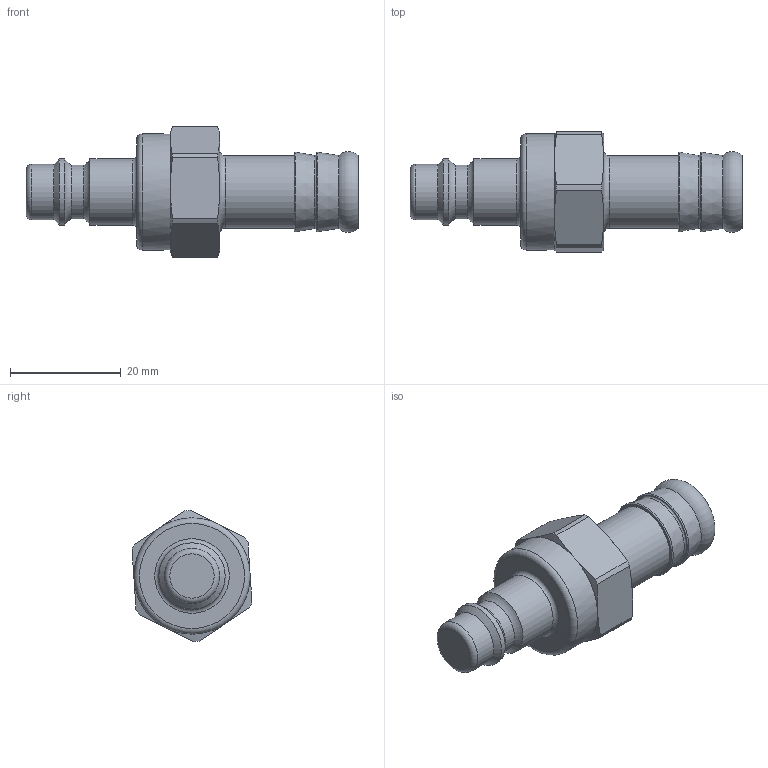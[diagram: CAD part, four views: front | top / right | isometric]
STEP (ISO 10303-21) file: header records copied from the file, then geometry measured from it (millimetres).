
FILE_DESCRIPTION((''),'2;1');
FILE_NAME('25sltf13mex.stp','2015-02-24T09:53:24',('IA176480'),(''),'Autodesk Inventor 2013','Autodesk Inventor 2013','');
FILE_SCHEMA(('AUTOMOTIVE_DESIGN { 1 0 10303 214 1 1 1 1 }'));
Length unit declared in the file: millimetre
Products named in the file (1): D113466
Bounding box: 60 x 21.68 x 23.69 mm (x, y, z)
Volume: 10962.9 mm3; surface area: 3767.2 mm2
Topology: 1 solids, 3 shells, 58 faces, 118 edges, 70 vertices
Faces by surface type: cone 17, plane 17, cylinder 14, torus 10
Full cylindrical faces by diameter (mm): 9.75 x1, 10 x1, 12 x2, 13.1 x1, 16.5 x1, 17 x1, 21 x1
Entity records: 1443 total; most frequent: CARTESIAN_POINT 273, DIRECTION 239, ORIENTED_EDGE 188, AXIS2_PLACEMENT_3D 112, EDGE_CURVE 94, EDGE_LOOP 86, VERTEX_POINT 68, FACE_OUTER_BOUND 58
